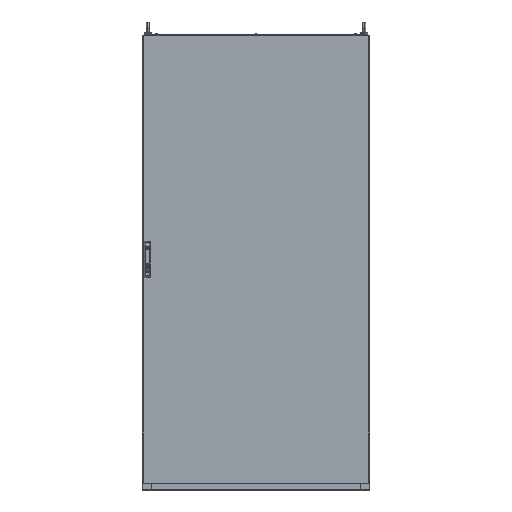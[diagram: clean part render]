
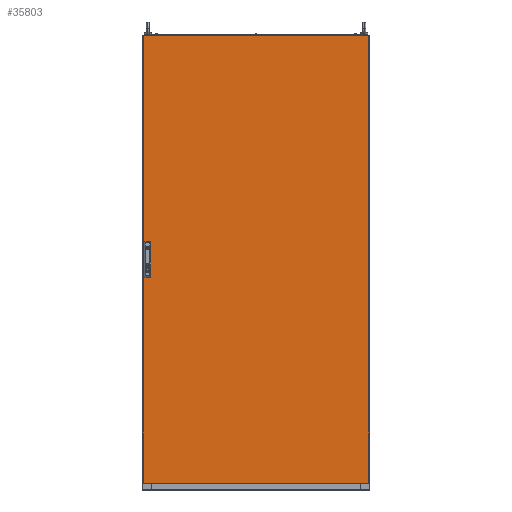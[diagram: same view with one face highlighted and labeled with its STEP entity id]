
A CAD part, top view. The second image highlights one B-rep face of the part: STEP entity #35803.
In plain terms, the highlighted planar face has unit normal (0, 0, 1).
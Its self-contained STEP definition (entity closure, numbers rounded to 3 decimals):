
#188 = FACE_OUTER_BOUND ( 'NONE', #114592, .T. ) ;
#3040 = PLANE ( 'NONE',  #16930 ) ;
#3849 = EDGE_CURVE ( 'NONE', #28913, #140491, #45541, .T. ) ;
#5826 = CARTESIAN_POINT ( 'NONE',  ( -465.7, 38.5, 0. ) ) ;
#10684 = EDGE_CURVE ( 'NONE', #140491, #179529, #162692, .T. ) ;
#12596 = CARTESIAN_POINT ( 'NONE',  ( -465.7, 88.5, 0. ) ) ;
#14240 = EDGE_LOOP ( 'NONE', ( #38442, #165955, #80508, #133469 ) ) ;
#14812 = FACE_BOUND ( 'NONE', #191374, .T. ) ;
#14886 = EDGE_CURVE ( 'NONE', #168401, #54308, #77546, .T. ) ;
#15784 = DIRECTION ( 'NONE',  ( 1., 0., 0. ) ) ;
#16132 = EDGE_CURVE ( 'NONE', #179117, #76083, #174106, .T. ) ;
#16930 = AXIS2_PLACEMENT_3D ( 'NONE', #61677, #103692, #15784 ) ;
#19261 = DIRECTION ( 'NONE',  ( 0., 1., 0. ) ) ;
#21703 = VERTEX_POINT ( 'NONE', #111342 ) ;
#24573 = CARTESIAN_POINT ( 'NONE',  ( -497., -970., 0. ) ) ;
#26618 = CARTESIAN_POINT ( 'NONE',  ( -490.7, 38.5, 0. ) ) ;
#27182 = VECTOR ( 'NONE', #19261, 1000. ) ;
#27476 = VECTOR ( 'NONE', #88573, 1000. ) ;
#28835 = CARTESIAN_POINT ( 'NONE',  ( -465.7, -61.5, 0. ) ) ;
#28913 = VERTEX_POINT ( 'NONE', #79726 ) ;
#28998 = LINE ( 'NONE', #70068, #27476 ) ;
#29501 = DIRECTION ( 'NONE',  ( 0., -1., 0. ) ) ;
#30429 = FACE_BOUND ( 'NONE', #14240, .T. ) ;
#33613 = CARTESIAN_POINT ( 'NONE',  ( -497., 997., 0. ) ) ;
#35433 = EDGE_CURVE ( 'NONE', #49285, #168401, #122054, .T. ) ;
#35803 = ADVANCED_FACE ( 'NONE', ( #30429, #14812, #188 ), #3040, .T. ) ;
#36362 = DIRECTION ( 'NONE',  ( 1., 0., 0. ) ) ;
#38442 = ORIENTED_EDGE ( 'NONE', *, *, #16132, .F. ) ;
#38578 = VECTOR ( 'NONE', #72227, 1000. ) ;
#38850 = ORIENTED_EDGE ( 'NONE', *, *, #65024, .F. ) ;
#43213 = CARTESIAN_POINT ( 'NONE',  ( -490.7, -61.5, 0. ) ) ;
#43265 = VECTOR ( 'NONE', #105392, 1000. ) ;
#45541 = LINE ( 'NONE', #179343, #69749 ) ;
#47430 = ORIENTED_EDGE ( 'NONE', *, *, #14886, .T. ) ;
#47793 = CARTESIAN_POINT ( 'NONE',  ( -465.7, -11.5, 0. ) ) ;
#49285 = VERTEX_POINT ( 'NONE', #186476 ) ;
#50524 = VECTOR ( 'NONE', #29501, 1000. ) ;
#50883 = CARTESIAN_POINT ( 'NONE',  ( -497., 997., 0. ) ) ;
#53160 = VECTOR ( 'NONE', #88411, 1000. ) ;
#54308 = VERTEX_POINT ( 'NONE', #149501 ) ;
#55901 = VECTOR ( 'NONE', #36362, 1000. ) ;
#56357 = ORIENTED_EDGE ( 'NONE', *, *, #35433, .T. ) ;
#59953 = ORIENTED_EDGE ( 'NONE', *, *, #3849, .F. ) ;
#61677 = CARTESIAN_POINT ( 'NONE',  ( 0., 0., 0. ) ) ;
#64496 = DIRECTION ( 'NONE',  ( 1., 0., 0. ) ) ;
#65024 = EDGE_CURVE ( 'NONE', #179529, #170276, #94445, .T. ) ;
#65120 = EDGE_CURVE ( 'NONE', #169243, #21703, #171568, .T. ) ;
#69749 = VECTOR ( 'NONE', #91404, 1000. ) ;
#70068 = CARTESIAN_POINT ( 'NONE',  ( 497., 997., 0. ) ) ;
#71281 = ORIENTED_EDGE ( 'NONE', *, *, #131562, .T. ) ;
#72227 = DIRECTION ( 'NONE',  ( -1., 0., 0. ) ) ;
#73049 = VECTOR ( 'NONE', #73300, 1000. ) ;
#73300 = DIRECTION ( 'NONE',  ( -1., 0., 0. ) ) ;
#75164 = ORIENTED_EDGE ( 'NONE', *, *, #179059, .T. ) ;
#76083 = VERTEX_POINT ( 'NONE', #172565 ) ;
#77546 = LINE ( 'NONE', #33613, #156415 ) ;
#79726 = CARTESIAN_POINT ( 'NONE',  ( -490.7, -11.5, 0. ) ) ;
#80508 = ORIENTED_EDGE ( 'NONE', *, *, #65120, .F. ) ;
#81759 = CARTESIAN_POINT ( 'NONE',  ( -465.7, 38.5, 0. ) ) ;
#83533 = VECTOR ( 'NONE', #159892, 1000. ) ;
#85490 = CARTESIAN_POINT ( 'NONE',  ( 497., -970., 0. ) ) ;
#88411 = DIRECTION ( 'NONE',  ( 1., 0., 0. ) ) ;
#88437 = ORIENTED_EDGE ( 'NONE', *, *, #105253, .F. ) ;
#88573 = DIRECTION ( 'NONE',  ( 0., 1., 0. ) ) ;
#91404 = DIRECTION ( 'NONE',  ( 0., -1., 0. ) ) ;
#92541 = CARTESIAN_POINT ( 'NONE',  ( -465.7, -61.5, 0. ) ) ;
#94445 = LINE ( 'NONE', #92541, #27182 ) ;
#101203 = EDGE_CURVE ( 'NONE', #76083, #169243, #123115, .T. ) ;
#103692 = DIRECTION ( 'NONE',  ( 0., 0., 1. ) ) ;
#105253 = EDGE_CURVE ( 'NONE', #170276, #28913, #165973, .T. ) ;
#105392 = DIRECTION ( 'NONE',  ( -1., 0., 0. ) ) ;
#111342 = CARTESIAN_POINT ( 'NONE',  ( -465.7, 88.5, 0. ) ) ;
#111514 = CARTESIAN_POINT ( 'NONE',  ( -490.7, 88.5, 0. ) ) ;
#114592 = EDGE_LOOP ( 'NONE', ( #47430, #75164, #71281, #56357 ) ) ;
#122054 = LINE ( 'NONE', #147598, #73049 ) ;
#123115 = LINE ( 'NONE', #5826, #131761 ) ;
#125283 = CARTESIAN_POINT ( 'NONE',  ( -465.7, -11.5, 0. ) ) ;
#126354 = DIRECTION ( 'NONE',  ( 0., -1., 0. ) ) ;
#129691 = ORIENTED_EDGE ( 'NONE', *, *, #10684, .F. ) ;
#131562 = EDGE_CURVE ( 'NONE', #143212, #49285, #28998, .T. ) ;
#131761 = VECTOR ( 'NONE', #64496, 1000. ) ;
#133469 = ORIENTED_EDGE ( 'NONE', *, *, #101203, .F. ) ;
#140491 = VERTEX_POINT ( 'NONE', #43213 ) ;
#143212 = VERTEX_POINT ( 'NONE', #85490 ) ;
#147598 = CARTESIAN_POINT ( 'NONE',  ( -497., 997., 0. ) ) ;
#149501 = CARTESIAN_POINT ( 'NONE',  ( -497., -970., 0. ) ) ;
#155549 = LINE ( 'NONE', #24573, #55901 ) ;
#156415 = VECTOR ( 'NONE', #126354, 1000. ) ;
#159892 = DIRECTION ( 'NONE',  ( 0., 1., 0. ) ) ;
#162692 = LINE ( 'NONE', #28835, #53160 ) ;
#163327 = EDGE_CURVE ( 'NONE', #21703, #179117, #174780, .T. ) ;
#165955 = ORIENTED_EDGE ( 'NONE', *, *, #163327, .F. ) ;
#165973 = LINE ( 'NONE', #47793, #43265 ) ;
#168401 = VERTEX_POINT ( 'NONE', #50883 ) ;
#169243 = VERTEX_POINT ( 'NONE', #171994 ) ;
#170276 = VERTEX_POINT ( 'NONE', #125283 ) ;
#171568 = LINE ( 'NONE', #81759, #83533 ) ;
#171994 = CARTESIAN_POINT ( 'NONE',  ( -465.7, 38.5, 0. ) ) ;
#172565 = CARTESIAN_POINT ( 'NONE',  ( -490.7, 38.5, 0. ) ) ;
#174106 = LINE ( 'NONE', #26618, #50524 ) ;
#174780 = LINE ( 'NONE', #12596, #38578 ) ;
#179059 = EDGE_CURVE ( 'NONE', #54308, #143212, #155549, .T. ) ;
#179117 = VERTEX_POINT ( 'NONE', #111514 ) ;
#179343 = CARTESIAN_POINT ( 'NONE',  ( -490.7, -61.5, 0. ) ) ;
#179529 = VERTEX_POINT ( 'NONE', #181218 ) ;
#181218 = CARTESIAN_POINT ( 'NONE',  ( -465.7, -61.5, 0. ) ) ;
#186476 = CARTESIAN_POINT ( 'NONE',  ( 497., 997., 0. ) ) ;
#191374 = EDGE_LOOP ( 'NONE', ( #59953, #88437, #38850, #129691 ) ) ;
